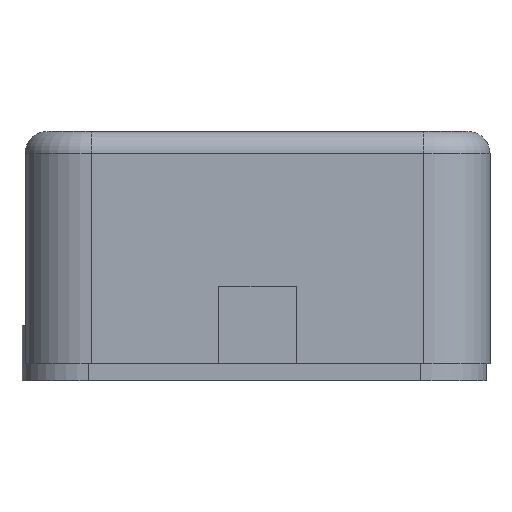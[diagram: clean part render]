
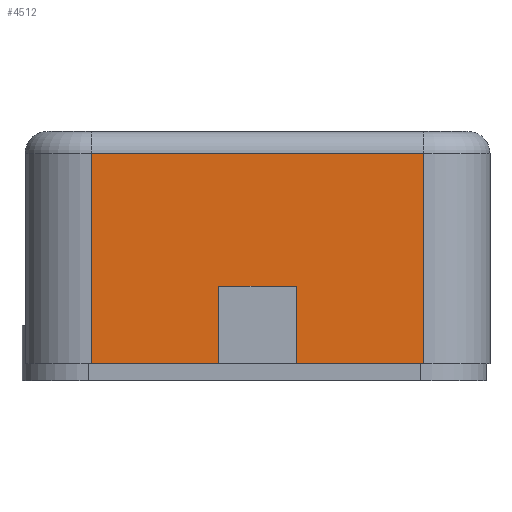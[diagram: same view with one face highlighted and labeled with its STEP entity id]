
A CAD part, left-side view. The second image highlights one B-rep face of the part: STEP entity #4512.
In plain terms, the highlighted planar face has unit normal (-1, 0, 0).
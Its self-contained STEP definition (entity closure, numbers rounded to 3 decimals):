
#157=LINE('',#10947,#417);
#161=LINE('',#10955,#421);
#164=LINE('',#10961,#424);
#167=LINE('',#10967,#427);
#171=LINE('',#10982,#431);
#177=LINE('',#11002,#437);
#178=LINE('',#11004,#438);
#179=LINE('',#11005,#439);
#417=VECTOR('',#5887,10.);
#421=VECTOR('',#5893,10.);
#424=VECTOR('',#5898,10.);
#427=VECTOR('',#5903,10.);
#431=VECTOR('',#5915,10.);
#437=VECTOR('',#5931,10.);
#438=VECTOR('',#5932,10.);
#439=VECTOR('',#5933,10.);
#713=PLANE('',#4949);
#916=FACE_OUTER_BOUND('',#1196,.T.);
#1196=EDGE_LOOP('',(#3723,#3724,#3725,#3726,#3727,#3728,#3729,#3730));
#2048=VERTEX_POINT('',#10945);
#2049=VERTEX_POINT('',#10946);
#2052=VERTEX_POINT('',#10954);
#2054=VERTEX_POINT('',#10960);
#2056=VERTEX_POINT('',#10966);
#2063=VERTEX_POINT('',#10980);
#2072=VERTEX_POINT('',#11001);
#2073=VERTEX_POINT('',#11003);
#2637=EDGE_CURVE('',#2048,#2049,#157,.T.);
#2641=EDGE_CURVE('',#2052,#2048,#161,.T.);
#2644=EDGE_CURVE('',#2054,#2052,#164,.T.);
#2647=EDGE_CURVE('',#2054,#2056,#167,.T.);
#2655=EDGE_CURVE('',#2063,#2049,#171,.T.);
#2665=EDGE_CURVE('',#2072,#2063,#177,.T.);
#2666=EDGE_CURVE('',#2073,#2072,#178,.T.);
#2667=EDGE_CURVE('',#2073,#2056,#179,.T.);
#3723=ORIENTED_EDGE('',*,*,#2644,.T.);
#3724=ORIENTED_EDGE('',*,*,#2641,.T.);
#3725=ORIENTED_EDGE('',*,*,#2637,.T.);
#3726=ORIENTED_EDGE('',*,*,#2655,.F.);
#3727=ORIENTED_EDGE('',*,*,#2665,.F.);
#3728=ORIENTED_EDGE('',*,*,#2666,.F.);
#3729=ORIENTED_EDGE('',*,*,#2667,.T.);
#3730=ORIENTED_EDGE('',*,*,#2647,.F.);
#4512=ADVANCED_FACE('',(#916),#713,.T.);
#4949=AXIS2_PLACEMENT_3D('',#11000,#5929,#5930);
#5887=DIRECTION('',(0.,0.,-1.));
#5893=DIRECTION('',(0.,-1.,0.));
#5898=DIRECTION('',(0.,0.,1.));
#5903=DIRECTION('',(0.,1.,0.));
#5915=DIRECTION('',(0.,1.,0.));
#5929=DIRECTION('center_axis',(-1.,0.,0.));
#5930=DIRECTION('ref_axis',(0.,1.,0.));
#5931=DIRECTION('',(0.,0.,-1.));
#5932=DIRECTION('',(0.,-1.,0.));
#5933=DIRECTION('',(0.,0.,-1.));
#10945=CARTESIAN_POINT('',(-96.75,51.5,17.));
#10946=CARTESIAN_POINT('',(-96.75,51.5,3.));
#10947=CARTESIAN_POINT('',(-96.75,51.5,31.));
#10954=CARTESIAN_POINT('',(-96.75,65.5,17.));
#10955=CARTESIAN_POINT('',(-96.75,47.,17.));
#10960=CARTESIAN_POINT('',(-96.75,65.5,3.));
#10961=CARTESIAN_POINT('',(-96.75,65.5,24.));
#10966=CARTESIAN_POINT('',(-96.75,88.5,3.));
#10967=CARTESIAN_POINT('',(-96.75,28.5,3.));
#10980=CARTESIAN_POINT('',(-96.75,28.5,3.));
#10982=CARTESIAN_POINT('',(-96.75,28.5,3.));
#11000=CARTESIAN_POINT('Origin',(-96.75,28.5,45.));
#11001=CARTESIAN_POINT('',(-96.75,28.5,41.));
#11002=CARTESIAN_POINT('',(-96.75,28.5,45.));
#11003=CARTESIAN_POINT('',(-96.75,88.5,41.));
#11004=CARTESIAN_POINT('',(-96.75,43.5,41.));
#11005=CARTESIAN_POINT('',(-96.75,88.5,45.));
